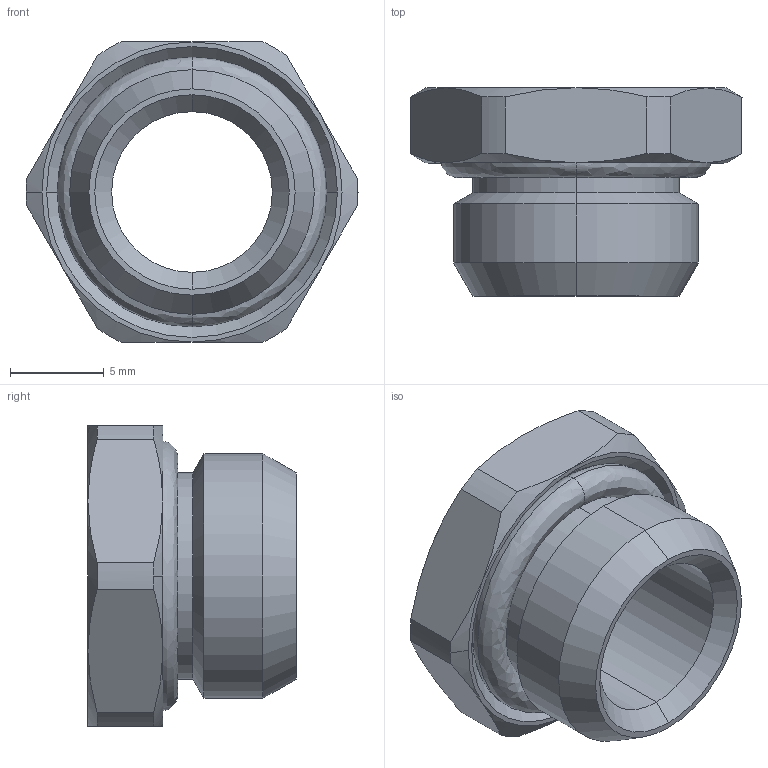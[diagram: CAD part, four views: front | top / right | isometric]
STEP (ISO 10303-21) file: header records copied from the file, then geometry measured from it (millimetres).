
FILE_DESCRIPTION (( 'STEP AP214' ), '1' );
FILE_NAME ('DRF.MFG02G01.STEP', '2016-06-07T09:33:27', ( 'Gebruiker' ), ( '' ), 'SwSTEP 2.0', 'SolidWorks 2016', '' );
FILE_SCHEMA (( 'AUTOMOTIVE_DESIGN' ));
Length unit declared in the file: millimetre
Products named in the file (1): DRF.MFG02G01
Bounding box: 17.7 x 11.1 x 16 mm (x, y, z)
Volume: 1080.3 mm3; surface area: 1368 mm2
Topology: 2 solids, 2 shells, 54 faces, 122 edges, 72 vertices
Faces by surface type: cone 24, cylinder 12, plane 10, bspline 8
Entity records: 2085 total; most frequent: CARTESIAN_POINT 777, DIRECTION 252, ORIENTED_EDGE 244, EDGE_CURVE 122, AXIS2_PLACEMENT_3D 111, VERTEX_POINT 72, CIRCLE 64, EDGE_LOOP 58
